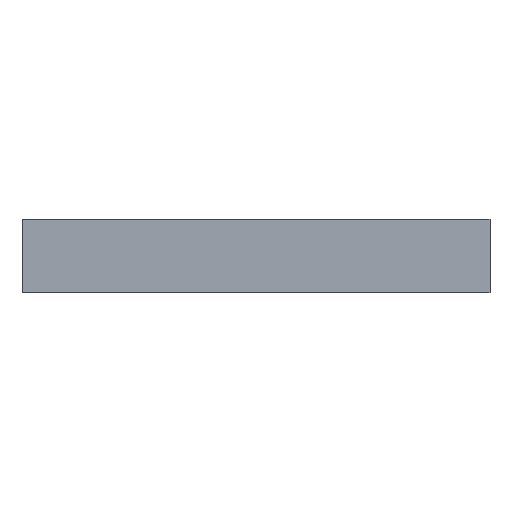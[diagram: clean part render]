
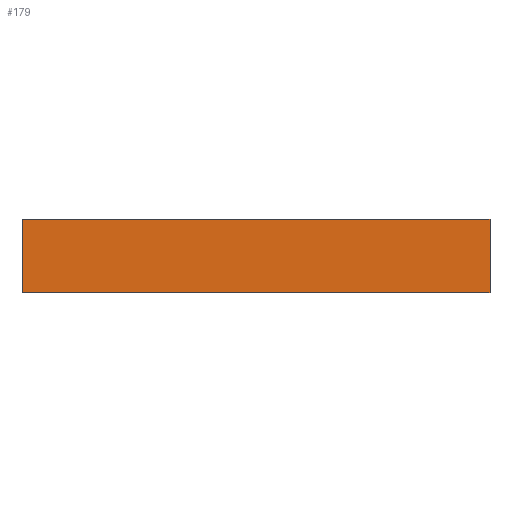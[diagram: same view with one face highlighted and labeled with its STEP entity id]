
A CAD part, left-side view. The second image highlights one B-rep face of the part: STEP entity #179.
In plain terms, the highlighted planar face has unit normal (-1, 0, 0).
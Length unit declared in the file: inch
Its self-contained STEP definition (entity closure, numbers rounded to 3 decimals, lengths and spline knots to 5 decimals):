
#3 = ORIENTED_EDGE ( 'NONE', *, *, #202, .F. ) ;
#9 = VECTOR ( 'NONE', #64, 39.37008 ) ;
#21 = AXIS2_PLACEMENT_3D ( 'NONE', #29, #113, #122 ) ;
#24 = FACE_OUTER_BOUND ( 'NONE', #183, .T. ) ;
#26 = CARTESIAN_POINT ( 'NONE',  ( -13., 2., -0.3125 ) ) ;
#29 = CARTESIAN_POINT ( 'NONE',  ( -13., 2., 0.3125 ) ) ;
#31 = LINE ( 'NONE', #70, #74 ) ;
#62 = CARTESIAN_POINT ( 'NONE',  ( -13., -2., 0.3125 ) ) ;
#63 = VERTEX_POINT ( 'NONE', #193 ) ;
#64 = DIRECTION ( 'NONE',  ( 0., -1., 0. ) ) ;
#70 = CARTESIAN_POINT ( 'NONE',  ( -13., 2., 0.3125 ) ) ;
#73 = LINE ( 'NONE', #88, #162 ) ;
#74 = VECTOR ( 'NONE', #141, 39.37008 ) ;
#75 = CARTESIAN_POINT ( 'NONE',  ( -13., -2., -0.3125 ) ) ;
#80 = EDGE_CURVE ( 'NONE', #203, #124, #73, .T. ) ;
#88 = CARTESIAN_POINT ( 'NONE',  ( -13., -2., 0.3125 ) ) ;
#89 = LINE ( 'NONE', #195, #9 ) ;
#93 = CARTESIAN_POINT ( 'NONE',  ( -13., 2., 0.3125 ) ) ;
#96 = ORIENTED_EDGE ( 'NONE', *, *, #142, .T. ) ;
#97 = DIRECTION ( 'NONE',  ( 0., -1., 0. ) ) ;
#112 = ORIENTED_EDGE ( 'NONE', *, *, #160, .T. ) ;
#113 = DIRECTION ( 'NONE',  ( 1., 0., 0. ) ) ;
#122 = DIRECTION ( 'NONE',  ( 0., 0., -1. ) ) ;
#124 = VERTEX_POINT ( 'NONE', #75 ) ;
#128 = ORIENTED_EDGE ( 'NONE', *, *, #80, .F. ) ;
#131 = DIRECTION ( 'NONE',  ( 0., 0., -1. ) ) ;
#141 = DIRECTION ( 'NONE',  ( 0., 0., -1. ) ) ;
#142 = EDGE_CURVE ( 'NONE', #182, #124, #89, .T. ) ;
#151 = PLANE ( 'NONE',  #21 ) ;
#160 = EDGE_CURVE ( 'NONE', #63, #182, #31, .T. ) ;
#162 = VECTOR ( 'NONE', #131, 39.37008 ) ;
#164 = VECTOR ( 'NONE', #97, 39.37008 ) ;
#179 = ADVANCED_FACE ( 'NONE', ( #24 ), #151, .F. ) ;
#182 = VERTEX_POINT ( 'NONE', #26 ) ;
#183 = EDGE_LOOP ( 'NONE', ( #96, #128, #3, #112 ) ) ;
#193 = CARTESIAN_POINT ( 'NONE',  ( -13., 2., 0.3125 ) ) ;
#195 = CARTESIAN_POINT ( 'NONE',  ( -13., 2., -0.3125 ) ) ;
#202 = EDGE_CURVE ( 'NONE', #63, #203, #206, .T. ) ;
#203 = VERTEX_POINT ( 'NONE', #62 ) ;
#206 = LINE ( 'NONE', #93, #164 ) ;
